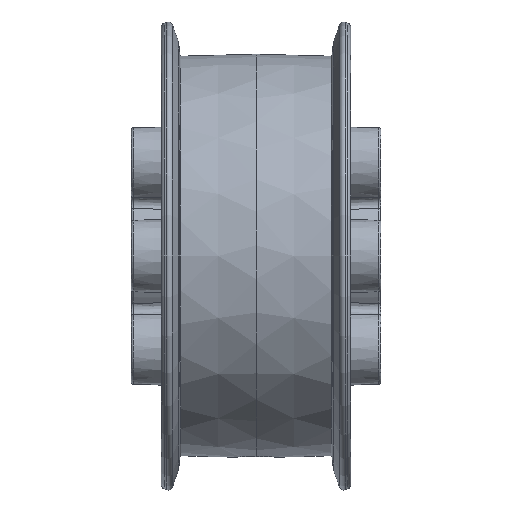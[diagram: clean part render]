
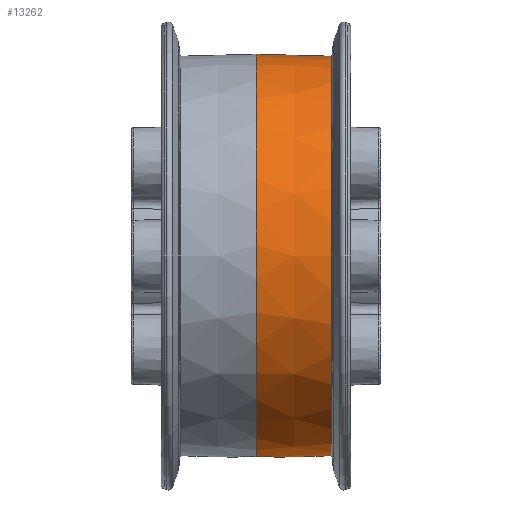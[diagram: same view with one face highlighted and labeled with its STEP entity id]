
A CAD part, front view. The second image highlights one B-rep face of the part: STEP entity #13262.
In plain terms, the highlighted conical face has half-angle 1.5 degrees and reference radius 44.192 mm.
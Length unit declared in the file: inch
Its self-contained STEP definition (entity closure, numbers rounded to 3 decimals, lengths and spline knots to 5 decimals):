
#808 = VECTOR ( 'NONE', #4564, 39.37008 ) ;
#910 = CARTESIAN_POINT ( 'NONE',  ( 1.095, 0., 0. ) ) ;
#1209 = AXIS2_PLACEMENT_3D ( 'NONE', #8979, #8964, #8946 ) ;
#1893 = ORIENTED_EDGE ( 'NONE', *, *, #6857, .F. ) ;
#1992 = VERTEX_POINT ( 'NONE', #10073 ) ;
#2195 = AXIS2_PLACEMENT_3D ( 'NONE', #10714, #10758, #10756 ) ;
#4087 = VERTEX_POINT ( 'NONE', #12276 ) ;
#4095 = ORIENTED_EDGE ( 'NONE', *, *, #4562, .F. ) ;
#4552 = VECTOR ( 'NONE', #8786, 39.37008 ) ;
#4562 = EDGE_CURVE ( 'NONE', #12512, #8485, #6244, .T. ) ;
#4564 = DIRECTION ( 'NONE',  ( -1., 0., 0.026 ) ) ;
#4855 = CARTESIAN_POINT ( 'NONE',  ( 1.095, 0., 1.73985 ) ) ;
#5222 = VERTEX_POINT ( 'NONE', #6835 ) ;
#5987 = CARTESIAN_POINT ( 'NONE',  ( 0., 0., 1.76853 ) ) ;
#6244 = CIRCLE ( 'NONE', #2195, 1.76853 ) ;
#6619 = EDGE_LOOP ( 'NONE', ( #8630, #12600, #4095, #10784, #1893 ) ) ;
#6802 = EDGE_CURVE ( 'NONE', #1992, #5222, #11033, .T. ) ;
#6835 = CARTESIAN_POINT ( 'NONE',  ( 0.65956, 0., 1.75125 ) ) ;
#6839 = EDGE_CURVE ( 'NONE', #12512, #4087, #9474, .T. ) ;
#6857 = EDGE_CURVE ( 'NONE', #1992, #4087, #12472, .T. ) ;
#7192 = FACE_OUTER_BOUND ( 'NONE', #6619, .T. ) ;
#8270 = CARTESIAN_POINT ( 'NONE',  ( 1.095, 0., -1.73985 ) ) ;
#8485 = VERTEX_POINT ( 'NONE', #5987 ) ;
#8494 = CARTESIAN_POINT ( 'NONE',  ( 0.1875, 0., -1.76362 ) ) ;
#8496 = CARTESIAN_POINT ( 'NONE',  ( 0.1875, -0.01224, -1.76362 ) ) ;
#8513 = CARTESIAN_POINT ( 'NONE',  ( 0.18631, -0.02441, -1.76352 ) ) ;
#8527 = CARTESIAN_POINT ( 'NONE',  ( 0.18151, -0.04861, -1.76314 ) ) ;
#8541 = CARTESIAN_POINT ( 'NONE',  ( 0.17791, -0.06045, -1.76287 ) ) ;
#8557 = CARTESIAN_POINT ( 'NONE',  ( 0.16856, -0.08301, -1.76219 ) ) ;
#8574 = CARTESIAN_POINT ( 'NONE',  ( 0.16275, -0.09392, -1.76179 ) ) ;
#8578 = CARTESIAN_POINT ( 'NONE',  ( 0.14904, -0.11443, -1.76094 ) ) ;
#8628 = CARTESIAN_POINT ( 'NONE',  ( 0.14128, -0.12388, -1.76049 ) ) ;
#8630 = ORIENTED_EDGE ( 'NONE', *, *, #6802, .T. ) ;
#8645 = CARTESIAN_POINT ( 'NONE',  ( 0.12399, -0.14118, -1.75965 ) ) ;
#8648 = CARTESIAN_POINT ( 'NONE',  ( 0.11435, -0.1491, -1.75924 ) ) ;
#8665 = CARTESIAN_POINT ( 'NONE',  ( 0.09396, -0.16272, -1.75857 ) ) ;
#8675 = CARTESIAN_POINT ( 'NONE',  ( 0.08319, -0.16849, -1.7583 ) ) ;
#8682 = CARTESIAN_POINT ( 'NONE',  ( 0.06047, -0.17791, -1.75797 ) ) ;
#8719 = CARTESIAN_POINT ( 'NONE',  ( 0.04856, -0.18152, -1.75791 ) ) ;
#8732 = CARTESIAN_POINT ( 'NONE',  ( 0.02458, -0.18628, -1.75804 ) ) ;
#8744 = CARTESIAN_POINT ( 'NONE',  ( 0.01239, -0.1875, -1.75823 ) ) ;
#8786 = DIRECTION ( 'NONE',  ( -1., 0., -0.026 ) ) ;
#8797 = CARTESIAN_POINT ( 'NONE',  ( 0., -0.1875, -1.75856 ) ) ;
#8946 = DIRECTION ( 'NONE',  ( 0., 0., 1. ) ) ;
#8962 = CONICAL_SURFACE ( 'NONE', #10029, 1.73985, 0.026 ) ;
#8964 = DIRECTION ( 'NONE',  ( -1., 0., 0. ) ) ;
#8979 = CARTESIAN_POINT ( 'NONE',  ( 0.65956, 0., 0. ) ) ;
#9144 = DIRECTION ( 'NONE',  ( -1., 0., 0. ) ) ;
#9474 = B_SPLINE_CURVE_WITH_KNOTS ( 'NONE', 3,
 ( #8797, #8744, #8732, #8719, #8682, #8675, #8665, #8648, #8645, #8628, #8578, #8574, #8557, #8541, #8527, #8513, #8496, #8494 ),
 .UNSPECIFIED., .F., .F.,
 ( 4, 2, 2, 2, 2, 2, 2, 2, 4 ),
 ( 0., 0.00093, 0.00186, 0.00279, 0.00372, 0.00466, 0.00559, 0.00652, 0.00745 ),
 .UNSPECIFIED. ) ;
#10029 = AXIS2_PLACEMENT_3D ( 'NONE', #910, #9144, #11222 ) ;
#10030 = EDGE_CURVE ( 'NONE', #5222, #8485, #11791, .T. ) ;
#10073 = CARTESIAN_POINT ( 'NONE',  ( 0.65956, 0., -1.75125 ) ) ;
#10714 = CARTESIAN_POINT ( 'NONE',  ( 0., 0., 0. ) ) ;
#10756 = DIRECTION ( 'NONE',  ( 0., 0., -1. ) ) ;
#10758 = DIRECTION ( 'NONE',  ( -1., 0., 0. ) ) ;
#10784 = ORIENTED_EDGE ( 'NONE', *, *, #6839, .T. ) ;
#11033 = CIRCLE ( 'NONE', #1209, 1.75125 ) ;
#11084 = CARTESIAN_POINT ( 'NONE',  ( 0., -0.1875, -1.75856 ) ) ;
#11222 = DIRECTION ( 'NONE',  ( 0., 0., -1. ) ) ;
#11791 = LINE ( 'NONE', #4855, #808 ) ;
#12276 = CARTESIAN_POINT ( 'NONE',  ( 0.1875, 0., -1.76362 ) ) ;
#12472 = LINE ( 'NONE', #8270, #4552 ) ;
#12512 = VERTEX_POINT ( 'NONE', #11084 ) ;
#12600 = ORIENTED_EDGE ( 'NONE', *, *, #10030, .T. ) ;
#13262 = ADVANCED_FACE ( 'NONE', ( #7192 ), #8962, .T. ) ;
